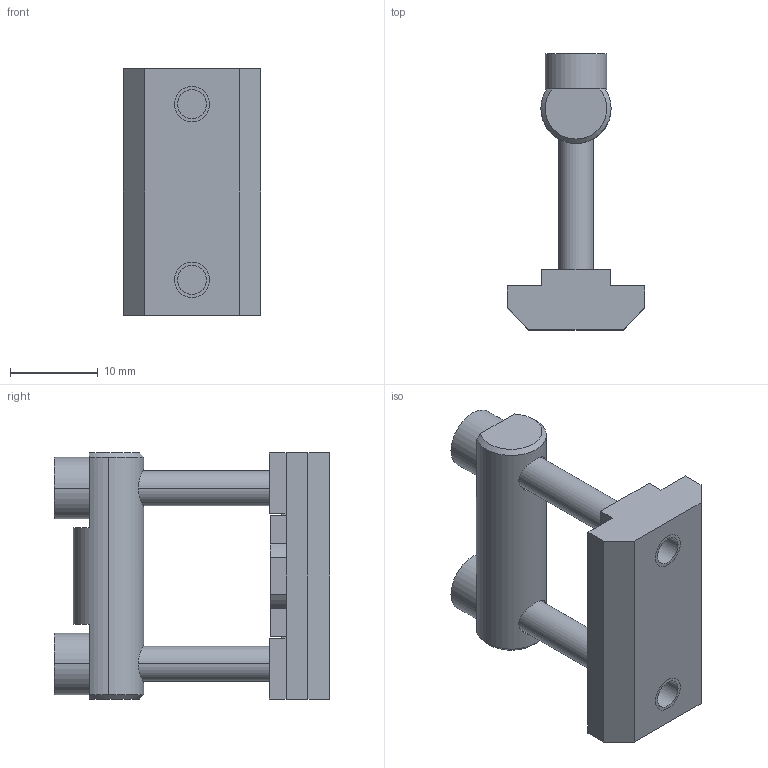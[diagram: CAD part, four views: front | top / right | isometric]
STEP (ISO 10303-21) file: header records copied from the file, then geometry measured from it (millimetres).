
FILE_DESCRIPTION((''),'2;1');
FILE_NAME('11129_SPOJNI_EL_30_FI8_KIT_U8_ASM','2022-09-16T13:52:30',('PredragRovcanin'),('Audax d.o.o.'),'CREO PARAMETRIC BY PTC INC, 2020281','CREO PARAMETRIC BY PTC INC, 2020281','');
FILE_SCHEMA(('AUTOMOTIVE_DESIGN { 1 0 10303 214 1 1 1 1 }'));
Length unit declared in the file: millimetre
Products named in the file (5): 11129_SPOJNI_EL_30_FI8_KIT_U8_A; 11129_SPOJNI_EL_30_FI8_KIT_U8_D; 11129_SPOJNI_EL_30_FI8_KIT_U8_C; 11129_SPOJNI_EL_30_FI8_KIT_U8_B; 11129_SPOJNI_EL_30_FI8_KIT_U8_ASM
Assembly tree (5 placements, depth 2):
  11129_SPOJNI_EL_30_FI8_KIT_U8_ASM
    11129_SPOJNI_EL_30_FI8_KIT_U8_A
    11129_SPOJNI_EL_30_FI8_KIT_U8_D
    11129_SPOJNI_EL_30_FI8_KIT_U8_C  x2
    11129_SPOJNI_EL_30_FI8_KIT_U8_B
Bounding box: 15.7 x 31.4 x 28 mm (x, y, z)
Volume: 4123.2 mm3; surface area: 4076.1 mm2
Topology: 5 solids, 7 shells, 111 faces, 296 edges, 212 vertices
Faces by surface type: plane 79, cylinder 30, cone 2
Entity records: 5303 total; most frequent: CARTESIAN_POINT 656, DIRECTION 550, ORIENTED_EDGE 500, COLOUR_RGB 328, PRESENTATION_STYLE_ASSIGNMENT 274, STYLED_ITEM 274, CURVE_STYLE 268, EDGE_CURVE 254
